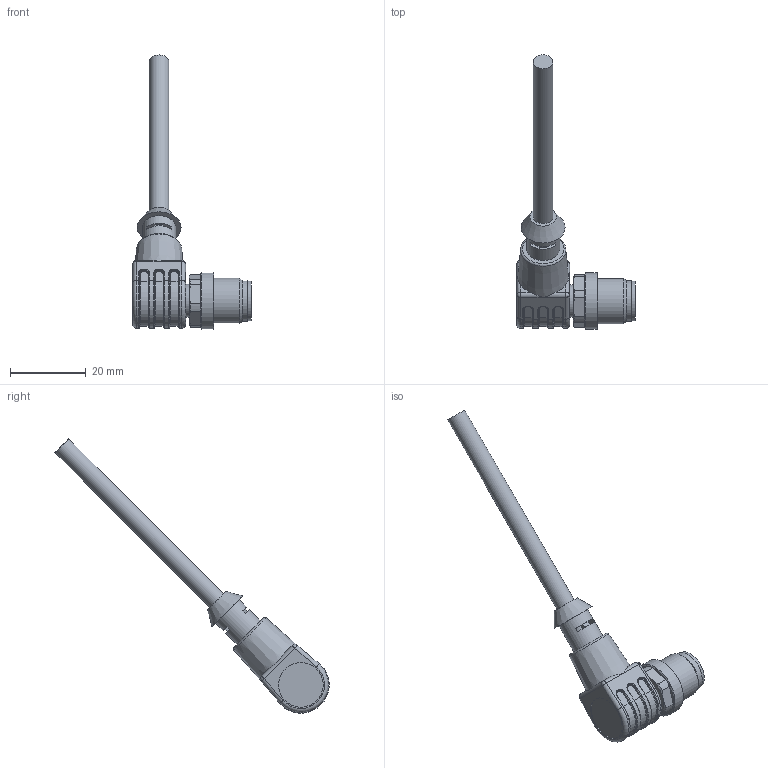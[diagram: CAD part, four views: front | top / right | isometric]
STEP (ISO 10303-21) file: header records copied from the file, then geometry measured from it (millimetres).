
FILE_DESCRIPTION(/* description */ (''),/* implementation_level */ '2;1');
FILE_NAME(/* name */ 'AL-WWAS8.stp',/* time_stamp */ '2015-06-26T09:44:17+02:00',/* author */ ('ESCHA Bauelemente GmbH'),/* organization */ ('ESCHA Bauelemente GmbH'),/* preprocessor_version */ 'ST-DEVELOPER v14',/* originating_system */ 'SIEMENS PLM Software NX 8.0',/* authorisation */ '');
FILE_SCHEMA (('AP203_CONFIGURATION_CONTROLLED_3D_DESIGN_OF_MECHANICAL_PARTS_AND_ASSEMBLIES_MIM_LF { 1 0 10303 403 2 1 2}'));
Length unit declared in the file: millimetre
Products named in the file (1): AL-WWAS4_5
Bounding box: 31.4 x 72.6 x 72.6 mm (x, y, z)
Volume: 7771.2 mm3; surface area: 4235.9 mm2
Topology: 1 solids, 1 shells, 319 faces, 799 edges, 510 vertices
Faces by surface type: plane 117, cylinder 83, extrusion 68, torus 16, bspline 14, cone 11, sphere 10
Full cylindrical faces by diameter (mm): 0.8 x8, 0.85 x8, 5.2 x1, 8.3 x1, 8.7 x1, 8.8 x1, 10.5 x1, 10.8 x1, 11.8 x1, 12 x1, 15 x1
Entity records: 10267 total; most frequent: CARTESIAN_POINT 3196, ORIENTED_EDGE 1442, DIRECTION 1287, EDGE_CURVE 721, VERTEX_POINT 475, AXIS2_PLACEMENT_3D 432, VECTOR 423, EDGE_LOOP 390
